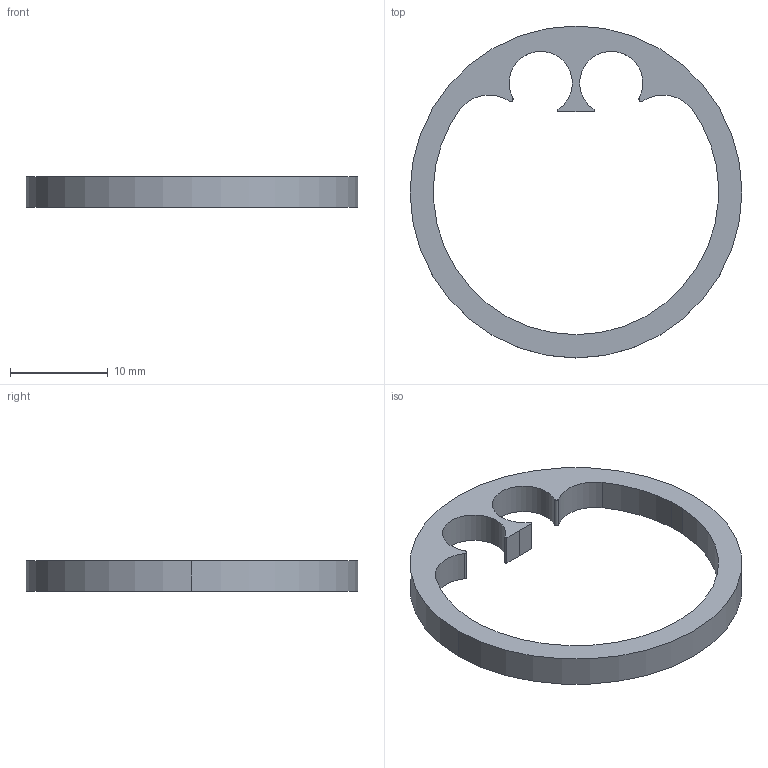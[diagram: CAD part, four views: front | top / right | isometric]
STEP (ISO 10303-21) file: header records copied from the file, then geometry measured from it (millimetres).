
FILE_DESCRIPTION(('CATIA V5 STEP Exchange'),'2;1');
FILE_NAME('Switch Ring.stp','2024-08-24T09:52:44+00:00',('none'),('none'),'CATIA Version 5-6 Release 2019 SP6','CATIA V5 STEP AP203 v1','none');
FILE_SCHEMA(('CONFIG_CONTROL_DESIGN'));
Length unit declared in the file: millimetre
Products named in the file (1): Switch Ring
Bounding box: 34.04 x 34.04 x 3.17 mm (x, y, z)
Volume: 841.9 mm3; surface area: 1221.7 mm2
Topology: 1 solids, 1 shells, 20 faces, 54 edges, 36 vertices
Faces by surface type: cylinder 14, plane 6
Entity records: 643 total; most frequent: ORIENTED_EDGE 108, CARTESIAN_POINT 107, DIRECTION 86, EDGE_CURVE 54, AXIS2_PLACEMENT_3D 45, VERTEX_POINT 36, CIRCLE 28, VECTOR 26
